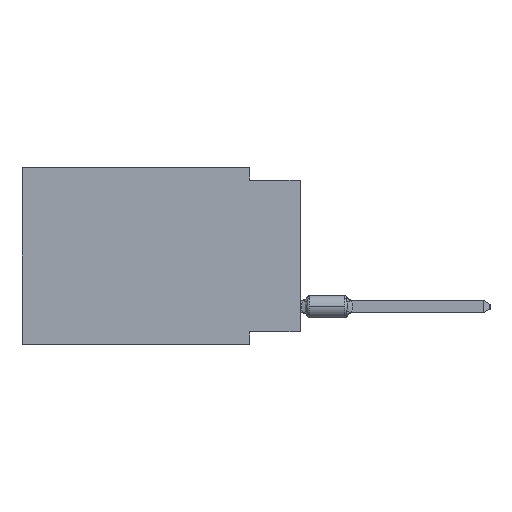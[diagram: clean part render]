
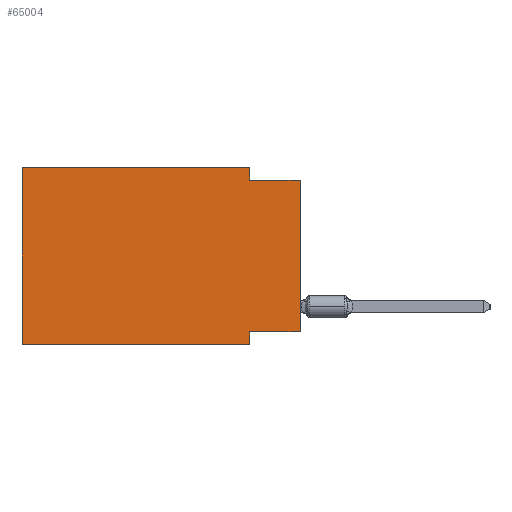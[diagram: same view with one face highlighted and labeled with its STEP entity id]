
A CAD part, left-side view. The second image highlights one B-rep face of the part: STEP entity #65004.
In plain terms, the highlighted planar face has unit normal (-1, 0, 0).
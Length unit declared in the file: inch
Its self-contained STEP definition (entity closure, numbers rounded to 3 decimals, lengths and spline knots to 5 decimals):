
#2150 = DIRECTION ( 'NONE',  ( 0., 0., -1. ) ) ;
#2537 = CARTESIAN_POINT ( 'NONE',  ( 0., 0., -0.325 ) ) ;
#3003 = ORIENTED_EDGE ( 'NONE', *, *, #14734, .F. ) ;
#3323 = DIRECTION ( 'NONE',  ( 0., 0., 1. ) ) ;
#4887 = FACE_OUTER_BOUND ( 'NONE', #43105, .T. ) ;
#6243 = LINE ( 'NONE', #2537, #46648 ) ;
#7362 = CARTESIAN_POINT ( 'NONE',  ( 0., 0., -0.025 ) ) ;
#10349 = VERTEX_POINT ( 'NONE', #56436 ) ;
#11151 = ORIENTED_EDGE ( 'NONE', *, *, #41656, .T. ) ;
#11193 = EDGE_CURVE ( 'NONE', #43930, #48249, #54115, .T. ) ;
#11358 = CARTESIAN_POINT ( 'NONE',  ( 0., 0.1, -0.025 ) ) ;
#11849 = CARTESIAN_POINT ( 'NONE',  ( 0., 0.1, -0.35 ) ) ;
#12214 = EDGE_CURVE ( 'NONE', #22024, #52038, #25081, .T. ) ;
#13951 = PLANE ( 'NONE',  #31844 ) ;
#14469 = VECTOR ( 'NONE', #27038, 39.37008 ) ;
#14734 = EDGE_CURVE ( 'NONE', #52038, #43930, #37708, .T. ) ;
#15069 = VERTEX_POINT ( 'NONE', #7362 ) ;
#19281 = CARTESIAN_POINT ( 'NONE',  ( 0., 0.1, -0.35 ) ) ;
#19629 = VECTOR ( 'NONE', #65913, 39.37008 ) ;
#22024 = VERTEX_POINT ( 'NONE', #60452 ) ;
#23124 = LINE ( 'NONE', #43606, #45467 ) ;
#24340 = CARTESIAN_POINT ( 'NONE',  ( 0., 0.55, 0. ) ) ;
#25081 = LINE ( 'NONE', #29450, #42711 ) ;
#25330 = CARTESIAN_POINT ( 'NONE',  ( 0., 0.55, -0.35 ) ) ;
#26081 = CARTESIAN_POINT ( 'NONE',  ( 0., 0.55, 0. ) ) ;
#27038 = DIRECTION ( 'NONE',  ( 0., 0., 1. ) ) ;
#29450 = CARTESIAN_POINT ( 'NONE',  ( 0., 0.55, 0. ) ) ;
#29827 = EDGE_CURVE ( 'NONE', #48249, #15069, #23124, .T. ) ;
#31733 = CARTESIAN_POINT ( 'NONE',  ( 0., 0., 0. ) ) ;
#31844 = AXIS2_PLACEMENT_3D ( 'NONE', #24340, #45799, #54864 ) ;
#32656 = DIRECTION ( 'NONE',  ( 0., 0., -1. ) ) ;
#33471 = ORIENTED_EDGE ( 'NONE', *, *, #29827, .F. ) ;
#37420 = DIRECTION ( 'NONE',  ( 0., 1., 0. ) ) ;
#37708 = LINE ( 'NONE', #42404, #42797 ) ;
#40791 = ORIENTED_EDGE ( 'NONE', *, *, #62973, .F. ) ;
#41550 = VECTOR ( 'NONE', #32656, 39.37008 ) ;
#41656 = EDGE_CURVE ( 'NONE', #22024, #56322, #45478, .T. ) ;
#42010 = ORIENTED_EDGE ( 'NONE', *, *, #11193, .F. ) ;
#42404 = CARTESIAN_POINT ( 'NONE',  ( 0., 0.55, 0. ) ) ;
#42711 = VECTOR ( 'NONE', #3323, 39.37008 ) ;
#42797 = VECTOR ( 'NONE', #47767, 39.37008 ) ;
#43057 = LINE ( 'NONE', #11849, #51106 ) ;
#43105 = EDGE_LOOP ( 'NONE', ( #44817, #33471, #42010, #3003, #48736, #11151, #50396, #40791 ) ) ;
#43606 = CARTESIAN_POINT ( 'NONE',  ( 0., 0., -0.025 ) ) ;
#43930 = VERTEX_POINT ( 'NONE', #60030 ) ;
#44817 = ORIENTED_EDGE ( 'NONE', *, *, #60892, .T. ) ;
#45467 = VECTOR ( 'NONE', #64053, 39.37008 ) ;
#45478 = LINE ( 'NONE', #25330, #19629 ) ;
#45799 = DIRECTION ( 'NONE',  ( 1., 0., 0. ) ) ;
#46648 = VECTOR ( 'NONE', #37420, 39.37008 ) ;
#47767 = DIRECTION ( 'NONE',  ( 0., -1., 0. ) ) ;
#48246 = CARTESIAN_POINT ( 'NONE',  ( 0., 0.1, -0.325 ) ) ;
#48249 = VERTEX_POINT ( 'NONE', #11358 ) ;
#48450 = CARTESIAN_POINT ( 'NONE',  ( 0., 0.1, 0. ) ) ;
#48736 = ORIENTED_EDGE ( 'NONE', *, *, #12214, .F. ) ;
#50396 = ORIENTED_EDGE ( 'NONE', *, *, #64609, .F. ) ;
#51106 = VECTOR ( 'NONE', #2150, 39.37008 ) ;
#52038 = VERTEX_POINT ( 'NONE', #26081 ) ;
#52209 = LINE ( 'NONE', #31733, #14469 ) ;
#54115 = LINE ( 'NONE', #48450, #41550 ) ;
#54864 = DIRECTION ( 'NONE',  ( 0., 0., -1. ) ) ;
#56322 = VERTEX_POINT ( 'NONE', #19281 ) ;
#56436 = CARTESIAN_POINT ( 'NONE',  ( 0., 0., -0.325 ) ) ;
#58110 = VERTEX_POINT ( 'NONE', #48246 ) ;
#60030 = CARTESIAN_POINT ( 'NONE',  ( 0., 0.1, 0. ) ) ;
#60452 = CARTESIAN_POINT ( 'NONE',  ( 0., 0.55, -0.35 ) ) ;
#60892 = EDGE_CURVE ( 'NONE', #10349, #15069, #52209, .T. ) ;
#62973 = EDGE_CURVE ( 'NONE', #10349, #58110, #6243, .T. ) ;
#64053 = DIRECTION ( 'NONE',  ( 0., -1., 0. ) ) ;
#64609 = EDGE_CURVE ( 'NONE', #58110, #56322, #43057, .T. ) ;
#65004 = ADVANCED_FACE ( 'NONE', ( #4887 ), #13951, .F. ) ;
#65913 = DIRECTION ( 'NONE',  ( 0., -1., 0. ) ) ;
